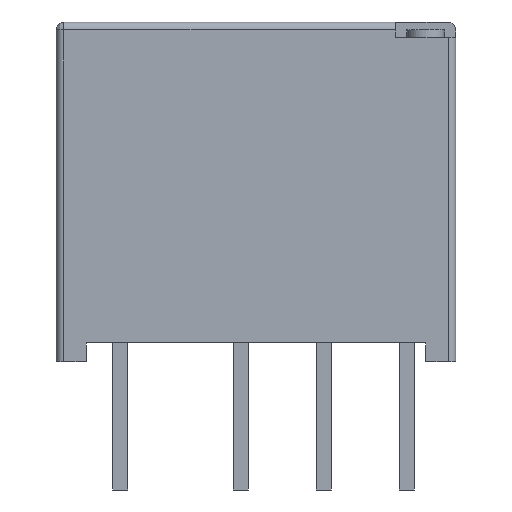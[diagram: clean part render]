
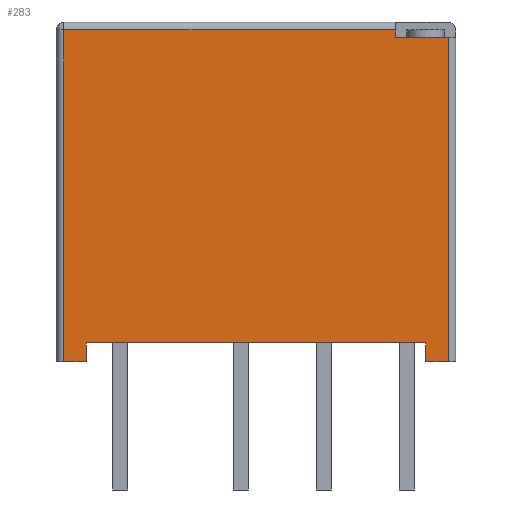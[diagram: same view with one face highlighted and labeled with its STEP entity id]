
A CAD part, front view. The second image highlights one B-rep face of the part: STEP entity #283.
In plain terms, the highlighted planar face has unit normal (0, -1, 0).
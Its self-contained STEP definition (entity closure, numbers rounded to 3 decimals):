
#6 = DIRECTION ( 'NONE',  ( 0., 0., -1. ) ) ;
#56 = VERTEX_POINT ( 'NONE', #2074 ) ;
#100 = ORIENTED_EDGE ( 'NONE', *, *, #2634, .F. ) ;
#135 = EDGE_LOOP ( 'NONE', ( #2222, #353, #1008, #1971, #3140, #100, #1897, #2301, #984, #2262 ) ) ;
#140 = VERTEX_POINT ( 'NONE', #3910 ) ;
#283 = ADVANCED_FACE ( 'NONE', ( #2149 ), #3350, .T. ) ;
#353 = ORIENTED_EDGE ( 'NONE', *, *, #1910, .T. ) ;
#360 = CARTESIAN_POINT ( 'NONE',  ( -1.178, -1.25, -0.6 ) ) ;
#504 = CARTESIAN_POINT ( 'NONE',  ( 8.3, -1.25, -0.6 ) ) ;
#643 = VERTEX_POINT ( 'NONE', #504 ) ;
#733 = CARTESIAN_POINT ( 'NONE',  ( 7.5, -1.25, 8. ) ) ;
#943 = AXIS2_PLACEMENT_3D ( 'NONE', #1530, #2392, #3643 ) ;
#948 = EDGE_CURVE ( 'NONE', #3223, #3610, #1263, .T. ) ;
#984 = ORIENTED_EDGE ( 'NONE', *, *, #3498, .T. ) ;
#1008 = ORIENTED_EDGE ( 'NONE', *, *, #2337, .F. ) ;
#1040 = CARTESIAN_POINT ( 'NONE',  ( -1.3, -1.25, 0. ) ) ;
#1055 = CARTESIAN_POINT ( 'NONE',  ( 1.245, -1.25, 8.2 ) ) ;
#1116 = CARTESIAN_POINT ( 'NONE',  ( -1.3, -1.25, 8.2 ) ) ;
#1234 = CARTESIAN_POINT ( 'NONE',  ( -1.2, -1.25, -0.1 ) ) ;
#1263 = LINE ( 'NONE', #3751, #3998 ) ;
#1319 = LINE ( 'NONE', #1055, #1673 ) ;
#1364 = VECTOR ( 'NONE', #2269, 1000. ) ;
#1372 = LINE ( 'NONE', #1732, #2364 ) ;
#1415 = CARTESIAN_POINT ( 'NONE',  ( 7.5, -1.25, 8.2 ) ) ;
#1430 = CARTESIAN_POINT ( 'NONE',  ( 8.778, -1.25, -0.6 ) ) ;
#1436 = LINE ( 'NONE', #3191, #1669 ) ;
#1479 = EDGE_CURVE ( 'NONE', #140, #3078, #2943, .T. ) ;
#1530 = CARTESIAN_POINT ( 'NONE',  ( -1.2, -1.25, 0. ) ) ;
#1669 = VECTOR ( 'NONE', #2622, 1000. ) ;
#1673 = VECTOR ( 'NONE', #3558, 1000. ) ;
#1732 = CARTESIAN_POINT ( 'NONE',  ( -0.7, -1.25, 0. ) ) ;
#1737 = VERTEX_POINT ( 'NONE', #2336 ) ;
#1763 = CARTESIAN_POINT ( 'NONE',  ( -0.7, -1.25, -0.1 ) ) ;
#1795 = VECTOR ( 'NONE', #6, 1000. ) ;
#1801 = VECTOR ( 'NONE', #2552, 1000. ) ;
#1870 = LINE ( 'NONE', #1234, #3633 ) ;
#1897 = ORIENTED_EDGE ( 'NONE', *, *, #2882, .F. ) ;
#1910 = EDGE_CURVE ( 'NONE', #643, #56, #2732, .T. ) ;
#1912 = VERTEX_POINT ( 'NONE', #1116 ) ;
#1971 = ORIENTED_EDGE ( 'NONE', *, *, #3732, .F. ) ;
#2023 = VERTEX_POINT ( 'NONE', #1763 ) ;
#2074 = CARTESIAN_POINT ( 'NONE',  ( 8.9, -1.25, -0.6 ) ) ;
#2149 = FACE_OUTER_BOUND ( 'NONE', #135, .T. ) ;
#2175 = LINE ( 'NONE', #2478, #3459 ) ;
#2201 = DIRECTION ( 'NONE',  ( 0., 0., 1. ) ) ;
#2222 = ORIENTED_EDGE ( 'NONE', *, *, #3261, .T. ) ;
#2229 = DIRECTION ( 'NONE',  ( 1., 0., 0. ) ) ;
#2262 = ORIENTED_EDGE ( 'NONE', *, *, #2561, .T. ) ;
#2269 = DIRECTION ( 'NONE',  ( 0., 0., 1. ) ) ;
#2301 = ORIENTED_EDGE ( 'NONE', *, *, #1479, .T. ) ;
#2336 = CARTESIAN_POINT ( 'NONE',  ( 8.3, -1.25, -0.1 ) ) ;
#2337 = EDGE_CURVE ( 'NONE', #4003, #56, #2828, .T. ) ;
#2364 = VECTOR ( 'NONE', #2994, 1000. ) ;
#2392 = DIRECTION ( 'NONE',  ( 0., -1., 0. ) ) ;
#2478 = CARTESIAN_POINT ( 'NONE',  ( 8.778, -1.25, 8. ) ) ;
#2552 = DIRECTION ( 'NONE',  ( 1., 0., 0. ) ) ;
#2561 = EDGE_CURVE ( 'NONE', #2023, #1737, #1870, .T. ) ;
#2622 = DIRECTION ( 'NONE',  ( 0., 0., -1. ) ) ;
#2634 = EDGE_CURVE ( 'NONE', #1912, #3610, #1319, .T. ) ;
#2732 = LINE ( 'NONE', #1430, #3112 ) ;
#2738 = CARTESIAN_POINT ( 'NONE',  ( -0.7, -1.25, -0.6 ) ) ;
#2790 = CARTESIAN_POINT ( 'NONE',  ( 8.9, -1.25, 0. ) ) ;
#2828 = LINE ( 'NONE', #2790, #1795 ) ;
#2851 = DIRECTION ( 'NONE',  ( 1., 0., 0. ) ) ;
#2882 = EDGE_CURVE ( 'NONE', #140, #1912, #3830, .T. ) ;
#2943 = LINE ( 'NONE', #360, #1801 ) ;
#2994 = DIRECTION ( 'NONE',  ( 0., 0., 1. ) ) ;
#3078 = VERTEX_POINT ( 'NONE', #2738 ) ;
#3112 = VECTOR ( 'NONE', #3930, 1000. ) ;
#3140 = ORIENTED_EDGE ( 'NONE', *, *, #948, .T. ) ;
#3191 = CARTESIAN_POINT ( 'NONE',  ( 8.3, -1.25, 0. ) ) ;
#3223 = VERTEX_POINT ( 'NONE', #733 ) ;
#3261 = EDGE_CURVE ( 'NONE', #1737, #643, #1436, .T. ) ;
#3350 = PLANE ( 'NONE',  #943 ) ;
#3459 = VECTOR ( 'NONE', #2851, 1000. ) ;
#3498 = EDGE_CURVE ( 'NONE', #3078, #2023, #1372, .T. ) ;
#3558 = DIRECTION ( 'NONE',  ( 1., 0., 0. ) ) ;
#3610 = VERTEX_POINT ( 'NONE', #1415 ) ;
#3633 = VECTOR ( 'NONE', #2229, 1000. ) ;
#3643 = DIRECTION ( 'NONE',  ( 0., 0., -1. ) ) ;
#3732 = EDGE_CURVE ( 'NONE', #3223, #4003, #2175, .T. ) ;
#3751 = CARTESIAN_POINT ( 'NONE',  ( 7.5, -1.25, 0. ) ) ;
#3827 = CARTESIAN_POINT ( 'NONE',  ( 8.9, -1.25, 8. ) ) ;
#3830 = LINE ( 'NONE', #1040, #1364 ) ;
#3910 = CARTESIAN_POINT ( 'NONE',  ( -1.3, -1.25, -0.6 ) ) ;
#3930 = DIRECTION ( 'NONE',  ( 1., 0., 0. ) ) ;
#3998 = VECTOR ( 'NONE', #2201, 1000. ) ;
#4003 = VERTEX_POINT ( 'NONE', #3827 ) ;
